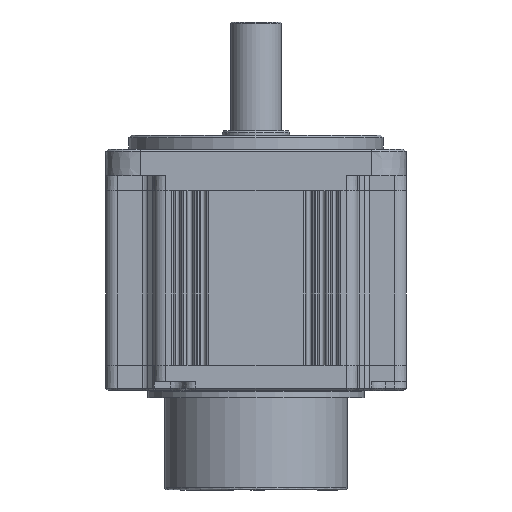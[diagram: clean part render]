
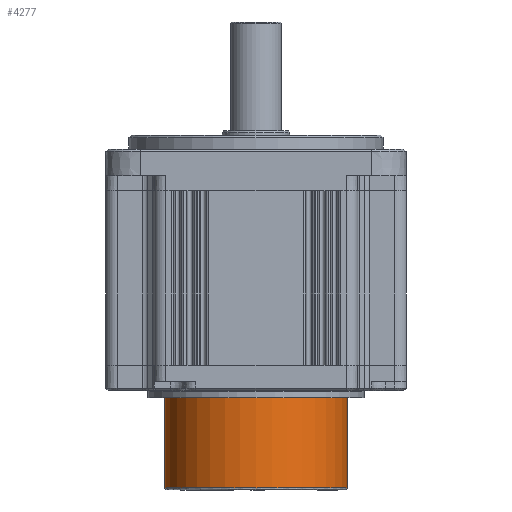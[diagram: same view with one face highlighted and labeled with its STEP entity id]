
A CAD part, front view. The second image highlights one B-rep face of the part: STEP entity #4277.
In plain terms, the highlighted cylindrical face has radius 39.5 mm (diameter 79 mm), a partial arc.
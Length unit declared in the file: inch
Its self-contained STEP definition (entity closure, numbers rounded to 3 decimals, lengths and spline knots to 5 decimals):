
#488 = ORIENTED_EDGE ( 'NONE', *, *, #14043, .T. ) ;
#489 = VERTEX_POINT ( 'NONE', #18473 ) ;
#549 = DIRECTION ( 'NONE',  ( 0., 0., 1. ) ) ;
#647 = CARTESIAN_POINT ( 'NONE',  ( -1.55512, 0., -4.78346 ) ) ;
#675 = CIRCLE ( 'NONE', #15073, 1.55512 ) ;
#1436 = CARTESIAN_POINT ( 'NONE',  ( 1.55512, 0., -4.78346 ) ) ;
#2785 = CYLINDRICAL_SURFACE ( 'NONE', #8495, 1.55512 ) ;
#2992 = ORIENTED_EDGE ( 'NONE', *, *, #6783, .T. ) ;
#4277 = ADVANCED_FACE ( 'NONE', ( #10194 ), #2785, .T. ) ;
#5600 = DIRECTION ( 'NONE',  ( 1., 0., 0. ) ) ;
#6091 = CARTESIAN_POINT ( 'NONE',  ( 0., 0., -4.78346 ) ) ;
#6783 = EDGE_CURVE ( 'NONE', #489, #9783, #6883, .T. ) ;
#6883 = CIRCLE ( 'NONE', #14387, 1.55512 ) ;
#7069 = CARTESIAN_POINT ( 'NONE',  ( 0., 0., -4.81417 ) ) ;
#7257 = CARTESIAN_POINT ( 'NONE',  ( 0., 0., -3.24803 ) ) ;
#8495 = AXIS2_PLACEMENT_3D ( 'NONE', #7069, #18900, #11762 ) ;
#9030 = EDGE_CURVE ( 'NONE', #14781, #9783, #11275, .T. ) ;
#9134 = LINE ( 'NONE', #12275, #11909 ) ;
#9783 = VERTEX_POINT ( 'NONE', #18905 ) ;
#10093 = DIRECTION ( 'NONE',  ( 0., 0., -1. ) ) ;
#10194 = FACE_OUTER_BOUND ( 'NONE', #13544, .T. ) ;
#10226 = VECTOR ( 'NONE', #17240, 39.37008 ) ;
#10486 = DIRECTION ( 'NONE',  ( 1., 0., 0. ) ) ;
#11275 = LINE ( 'NONE', #18795, #10226 ) ;
#11585 = VERTEX_POINT ( 'NONE', #1436 ) ;
#11762 = DIRECTION ( 'NONE',  ( 1., 0., 0. ) ) ;
#11909 = VECTOR ( 'NONE', #549, 39.37008 ) ;
#12275 = CARTESIAN_POINT ( 'NONE',  ( 1.55512, 0., -4.81417 ) ) ;
#13162 = ORIENTED_EDGE ( 'NONE', *, *, #14985, .T. ) ;
#13544 = EDGE_LOOP ( 'NONE', ( #15169, #13162, #488, #2992 ) ) ;
#14043 = EDGE_CURVE ( 'NONE', #11585, #489, #9134, .T. ) ;
#14387 = AXIS2_PLACEMENT_3D ( 'NONE', #7257, #10093, #5600 ) ;
#14781 = VERTEX_POINT ( 'NONE', #647 ) ;
#14985 = EDGE_CURVE ( 'NONE', #14781, #11585, #675, .T. ) ;
#15073 = AXIS2_PLACEMENT_3D ( 'NONE', #6091, #18126, #10486 ) ;
#15169 = ORIENTED_EDGE ( 'NONE', *, *, #9030, .F. ) ;
#17240 = DIRECTION ( 'NONE',  ( 0., 0., 1. ) ) ;
#18126 = DIRECTION ( 'NONE',  ( 0., 0., 1. ) ) ;
#18473 = CARTESIAN_POINT ( 'NONE',  ( 1.55512, 0., -3.24803 ) ) ;
#18795 = CARTESIAN_POINT ( 'NONE',  ( -1.55512, 0., -4.81417 ) ) ;
#18900 = DIRECTION ( 'NONE',  ( 0., 0., 1. ) ) ;
#18905 = CARTESIAN_POINT ( 'NONE',  ( -1.55512, 0., -3.24803 ) ) ;
